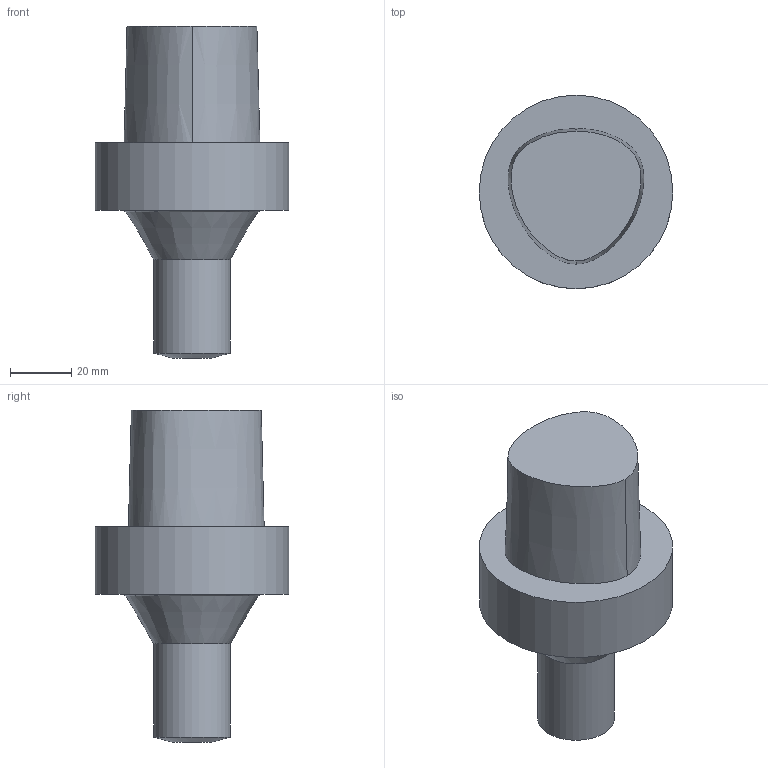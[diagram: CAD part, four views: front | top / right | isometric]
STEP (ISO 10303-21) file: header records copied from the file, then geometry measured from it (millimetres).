
FILE_DESCRIPTION((''),'1');
FILE_NAME('C6-BSL8-70.stp','2010-11-16T10:16:44',(''),(''),'Spatial Interop R18','Kubotek KeyCreator V8.5.1 (14335)',' ');
FILE_SCHEMA(('CONFIG_CONTROL_DESIGN'));
Length unit declared in the file: millimetre
Products named in the file (1): 1
Bounding box: 62.98 x 62.98 x 108 mm (x, y, z)
Volume: 153735.8 mm3; surface area: 18986.4 mm2
Topology: 1 solids, 1 shells, 12 faces, 21 edges, 12 vertices
Faces by surface type: plane 4, cone 4, cylinder 2, bspline 2
Full cylindrical faces by diameter (mm): 25 x1, 62.985 x1
Entity records: 513 total; most frequent: CARTESIAN_POINT 268, DIRECTION 41, ORIENTED_EDGE 30, AXIS2_PLACEMENT_3D 19, EDGE_LOOP 19, EDGE_CURVE 15, ADVANCED_FACE 12, FACE_BOUND 12
